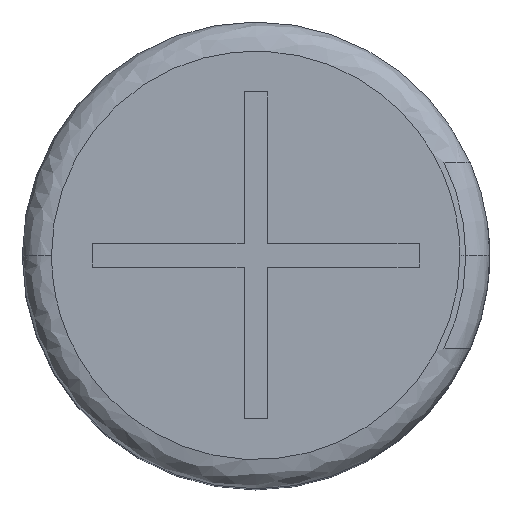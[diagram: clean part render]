
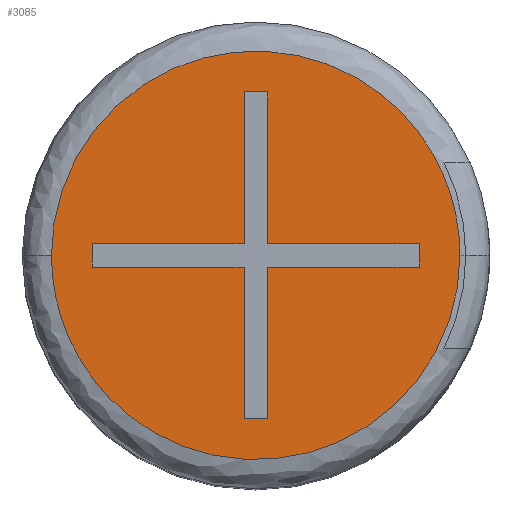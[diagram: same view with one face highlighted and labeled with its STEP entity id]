
A CAD part, top view. The second image highlights one B-rep face of the part: STEP entity #3085.
In plain terms, the highlighted planar face has unit normal (0, 0, 1).
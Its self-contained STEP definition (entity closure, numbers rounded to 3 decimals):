
#60 = VECTOR ( 'NONE', #2380, 1000. ) ;
#66 = ORIENTED_EDGE ( 'NONE', *, *, #2108, .F. ) ;
#88 = CARTESIAN_POINT ( 'NONE',  ( -0.2, -2.8, 12.5 ) ) ;
#139 = VERTEX_POINT ( 'NONE', #3787 ) ;
#141 = CARTESIAN_POINT ( 'NONE',  ( 0., -2.8, 12.5 ) ) ;
#231 = CARTESIAN_POINT ( 'NONE',  ( -3.5, 0., 12.5 ) ) ;
#244 = LINE ( 'NONE', #1569, #419 ) ;
#251 = LINE ( 'NONE', #2660, #2722 ) ;
#269 = CARTESIAN_POINT ( 'NONE',  ( 3.5, 0., 12.5 ) ) ;
#324 = ORIENTED_EDGE ( 'NONE', *, *, #2850, .F. ) ;
#349 = VERTEX_POINT ( 'NONE', #1483 ) ;
#375 = CARTESIAN_POINT ( 'NONE',  ( 2.8, 0., 12.5 ) ) ;
#405 = CARTESIAN_POINT ( 'NONE',  ( -2.8, 0.2, 12.5 ) ) ;
#419 = VECTOR ( 'NONE', #3099, 1000. ) ;
#435 = VERTEX_POINT ( 'NONE', #935 ) ;
#441 = VECTOR ( 'NONE', #2159, 1000. ) ;
#465 = DIRECTION ( 'NONE',  ( 0., 1., 0. ) ) ;
#469 = PLANE ( 'NONE',  #3208 ) ;
#471 = LINE ( 'NONE', #1980, #569 ) ;
#559 = CARTESIAN_POINT ( 'NONE',  ( 2.8, 0.2, 12.5 ) ) ;
#569 = VECTOR ( 'NONE', #465, 1000. ) ;
#595 = ORIENTED_EDGE ( 'NONE', *, *, #3843, .F. ) ;
#611 = CARTESIAN_POINT ( 'NONE',  ( -0.2, 0., 12.5 ) ) ;
#724 =( BOUNDED_CURVE ( )  B_SPLINE_CURVE ( 3, ( #2058, #845, #2373, #269 ),
 .UNSPECIFIED., .F., .F. ) 
 B_SPLINE_CURVE_WITH_KNOTS ( ( 4, 4 ),
 ( 0.5, 1. ),
 .UNSPECIFIED. ) 
 CURVE ( )  GEOMETRIC_REPRESENTATION_ITEM ( )  RATIONAL_B_SPLINE_CURVE ( ( 1., 0.333, 0.333, 1. ) ) 
 REPRESENTATION_ITEM ( '' )  );
#768 = VERTEX_POINT ( 'NONE', #1802 ) ;
#770 = CARTESIAN_POINT ( 'NONE',  ( -3.5, -7., 12.5 ) ) ;
#816 = EDGE_CURVE ( 'NONE', #1860, #3495, #2232, .T. ) ;
#833 = DIRECTION ( 'NONE',  ( 0., -1., 0. ) ) ;
#845 = CARTESIAN_POINT ( 'NONE',  ( -3.5, 7., 12.5 ) ) ;
#900 = VECTOR ( 'NONE', #3661, 1000. ) ;
#931 = CARTESIAN_POINT ( 'NONE',  ( 0., 0.2, 12.5 ) ) ;
#935 = CARTESIAN_POINT ( 'NONE',  ( -2.8, -0.2, 12.5 ) ) ;
#959 = EDGE_CURVE ( 'NONE', #3625, #2208, #3117, .T. ) ;
#1140 = LINE ( 'NONE', #611, #900 ) ;
#1215 = VECTOR ( 'NONE', #3747, 1000. ) ;
#1230 = VECTOR ( 'NONE', #833, 1000. ) ;
#1259 = EDGE_CURVE ( 'NONE', #3911, #768, #2105, .T. ) ;
#1266 = CARTESIAN_POINT ( 'NONE',  ( 3.5, 0., 12.5 ) ) ;
#1322 = LINE ( 'NONE', #1386, #1230 ) ;
#1386 = CARTESIAN_POINT ( 'NONE',  ( -2.8, 0., 12.5 ) ) ;
#1391 = CARTESIAN_POINT ( 'NONE',  ( -3.5, 0., 12.5 ) ) ;
#1409 = DIRECTION ( 'NONE',  ( 0., 0., -1. ) ) ;
#1483 = CARTESIAN_POINT ( 'NONE',  ( 2.8, -0.2, 12.5 ) ) ;
#1528 = VECTOR ( 'NONE', #3925, 1000. ) ;
#1567 = CARTESIAN_POINT ( 'NONE',  ( 3.5, -7., 12.5 ) ) ;
#1569 = CARTESIAN_POINT ( 'NONE',  ( 0., -0.2, 12.5 ) ) ;
#1579 = EDGE_CURVE ( 'NONE', #2208, #139, #3770, .T. ) ;
#1653 = CARTESIAN_POINT ( 'NONE',  ( 3.5, 0., 12.5 ) ) ;
#1671 = VECTOR ( 'NONE', #3432, 1000. ) ;
#1718 = ORIENTED_EDGE ( 'NONE', *, *, #1579, .F. ) ;
#1759 = CARTESIAN_POINT ( 'NONE',  ( -0.2, 2.8, 12.5 ) ) ;
#1789 = DIRECTION ( 'NONE',  ( 0., -1., 0. ) ) ;
#1802 = CARTESIAN_POINT ( 'NONE',  ( 0.2, -2.8, 12.5 ) ) ;
#1856 = EDGE_LOOP ( 'NONE', ( #324, #3343, #3631, #2848, #2971, #2641, #2929, #66, #1873, #1718, #3409, #595 ) ) ;
#1860 = VERTEX_POINT ( 'NONE', #1653 ) ;
#1873 = ORIENTED_EDGE ( 'NONE', *, *, #3076, .F. ) ;
#1927 = EDGE_CURVE ( 'NONE', #2596, #435, #1322, .T. ) ;
#1980 = CARTESIAN_POINT ( 'NONE',  ( 0.2, 0., 12.5 ) ) ;
#2044 = VERTEX_POINT ( 'NONE', #3035 ) ;
#2058 = CARTESIAN_POINT ( 'NONE',  ( -3.5, 0., 12.5 ) ) ;
#2087 = VECTOR ( 'NONE', #2207, 1000. ) ;
#2105 = LINE ( 'NONE', #141, #1215 ) ;
#2108 = EDGE_CURVE ( 'NONE', #3736, #2745, #2575, .T. ) ;
#2159 = DIRECTION ( 'NONE',  ( 0., 1., 0. ) ) ;
#2207 = DIRECTION ( 'NONE',  ( 0., 1., 0. ) ) ;
#2208 = VERTEX_POINT ( 'NONE', #3396 ) ;
#2232 =( BOUNDED_CURVE ( )  B_SPLINE_CURVE ( 3, ( #1266, #1567, #770, #231 ),
 .UNSPECIFIED., .F., .T. ) 
 B_SPLINE_CURVE_WITH_KNOTS ( ( 4, 4 ),
 ( 0., 0.5 ),
 .UNSPECIFIED. ) 
 CURVE ( )  GEOMETRIC_REPRESENTATION_ITEM ( )  RATIONAL_B_SPLINE_CURVE ( ( 1., 0.333, 0.333, 1. ) ) 
 REPRESENTATION_ITEM ( '' )  );
#2373 = CARTESIAN_POINT ( 'NONE',  ( 3.5, 7., 12.5 ) ) ;
#2380 = DIRECTION ( 'NONE',  ( -1., 0., 0. ) ) ;
#2537 = LINE ( 'NONE', #3443, #1671 ) ;
#2575 = LINE ( 'NONE', #2719, #2766 ) ;
#2596 = VERTEX_POINT ( 'NONE', #405 ) ;
#2641 = ORIENTED_EDGE ( 'NONE', *, *, #1927, .F. ) ;
#2660 = CARTESIAN_POINT ( 'NONE',  ( 0., 2.8, 12.5 ) ) ;
#2673 = CARTESIAN_POINT ( 'NONE',  ( 0., 0.2, 12.5 ) ) ;
#2688 = EDGE_CURVE ( 'NONE', #2745, #2596, #3255, .T. ) ;
#2719 = CARTESIAN_POINT ( 'NONE',  ( -0.2, 0., 12.5 ) ) ;
#2722 = VECTOR ( 'NONE', #3867, 1000. ) ;
#2745 = VERTEX_POINT ( 'NONE', #3383 ) ;
#2766 = VECTOR ( 'NONE', #1789, 1000. ) ;
#2848 = ORIENTED_EDGE ( 'NONE', *, *, #3306, .F. ) ;
#2850 = EDGE_CURVE ( 'NONE', #3638, #349, #2537, .T. ) ;
#2929 = ORIENTED_EDGE ( 'NONE', *, *, #2688, .F. ) ;
#2962 = FACE_BOUND ( 'NONE', #1856, .T. ) ;
#2971 = ORIENTED_EDGE ( 'NONE', *, *, #3897, .F. ) ;
#3035 = CARTESIAN_POINT ( 'NONE',  ( -0.2, -0.2, 12.5 ) ) ;
#3076 = EDGE_CURVE ( 'NONE', #139, #3736, #251, .T. ) ;
#3081 = CARTESIAN_POINT ( 'NONE',  ( 0.2, 0., 12.5 ) ) ;
#3085 = ADVANCED_FACE ( 'NONE', ( #2962, #3675 ), #469, .F. ) ;
#3099 = DIRECTION ( 'NONE',  ( 1., 0., 0. ) ) ;
#3117 = LINE ( 'NONE', #2673, #60 ) ;
#3170 = ORIENTED_EDGE ( 'NONE', *, *, #816, .F. ) ;
#3208 = AXIS2_PLACEMENT_3D ( 'NONE', #3522, #1409, #3836 ) ;
#3255 = LINE ( 'NONE', #931, #1528 ) ;
#3306 = EDGE_CURVE ( 'NONE', #2044, #3911, #1140, .T. ) ;
#3343 = ORIENTED_EDGE ( 'NONE', *, *, #3454, .F. ) ;
#3383 = CARTESIAN_POINT ( 'NONE',  ( -0.2, 0.2, 12.5 ) ) ;
#3396 = CARTESIAN_POINT ( 'NONE',  ( 0.2, 0.2, 12.5 ) ) ;
#3409 = ORIENTED_EDGE ( 'NONE', *, *, #959, .F. ) ;
#3432 = DIRECTION ( 'NONE',  ( 1., 0., 0. ) ) ;
#3443 = CARTESIAN_POINT ( 'NONE',  ( 0., -0.2, 12.5 ) ) ;
#3453 = EDGE_LOOP ( 'NONE', ( #3170, #3874 ) ) ;
#3454 = EDGE_CURVE ( 'NONE', #768, #3638, #471, .T. ) ;
#3495 = VERTEX_POINT ( 'NONE', #1391 ) ;
#3522 = CARTESIAN_POINT ( 'NONE',  ( 0., 0., 12.5 ) ) ;
#3597 = EDGE_CURVE ( 'NONE', #3495, #1860, #724, .T. ) ;
#3625 = VERTEX_POINT ( 'NONE', #559 ) ;
#3631 = ORIENTED_EDGE ( 'NONE', *, *, #1259, .F. ) ;
#3638 = VERTEX_POINT ( 'NONE', #3913 ) ;
#3661 = DIRECTION ( 'NONE',  ( 0., -1., 0. ) ) ;
#3675 = FACE_OUTER_BOUND ( 'NONE', #3453, .T. ) ;
#3719 = LINE ( 'NONE', #375, #2087 ) ;
#3736 = VERTEX_POINT ( 'NONE', #1759 ) ;
#3747 = DIRECTION ( 'NONE',  ( 1., 0., 0. ) ) ;
#3770 = LINE ( 'NONE', #3081, #441 ) ;
#3787 = CARTESIAN_POINT ( 'NONE',  ( 0.2, 2.8, 12.5 ) ) ;
#3836 = DIRECTION ( 'NONE',  ( 0., 1., 0. ) ) ;
#3843 = EDGE_CURVE ( 'NONE', #349, #3625, #3719, .T. ) ;
#3867 = DIRECTION ( 'NONE',  ( -1., 0., 0. ) ) ;
#3874 = ORIENTED_EDGE ( 'NONE', *, *, #3597, .F. ) ;
#3897 = EDGE_CURVE ( 'NONE', #435, #2044, #244, .T. ) ;
#3911 = VERTEX_POINT ( 'NONE', #88 ) ;
#3913 = CARTESIAN_POINT ( 'NONE',  ( 0.2, -0.2, 12.5 ) ) ;
#3925 = DIRECTION ( 'NONE',  ( -1., 0., 0. ) ) ;
